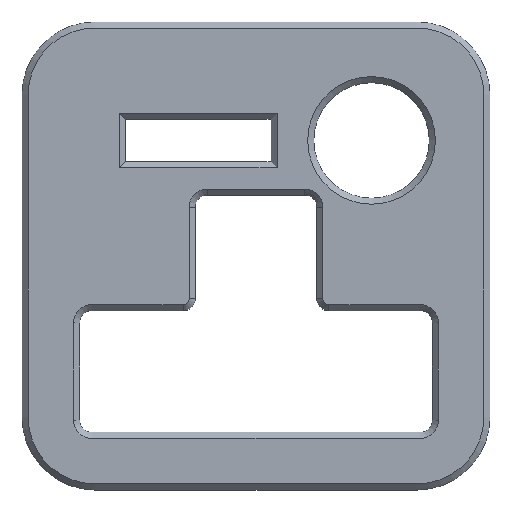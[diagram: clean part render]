
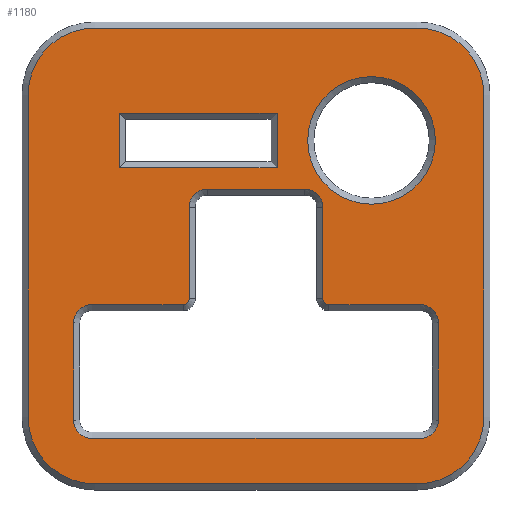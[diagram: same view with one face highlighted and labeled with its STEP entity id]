
A CAD part, top view. The second image highlights one B-rep face of the part: STEP entity #1180.
In plain terms, the highlighted planar face has unit normal (0, 0, 1).
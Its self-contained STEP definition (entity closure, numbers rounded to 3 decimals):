
#15=FACE_BOUND('',#180,.T.);
#16=FACE_BOUND('',#181,.T.);
#17=FACE_BOUND('',#182,.T.);
#55=PLANE('',#1286);
#107=FACE_OUTER_BOUND('',#179,.T.);
#179=EDGE_LOOP('',(#899,#900,#901,#902,#903,#904,#905,#906));
#180=EDGE_LOOP('',(#907,#908,#909,#910));
#181=EDGE_LOOP('',(#911));
#182=EDGE_LOOP('',(#912,#913,#914,#915,#916,#917,#918,#919,#920,#921,#922,
#923,#924,#925,#926,#927));
#237=CIRCLE('',#1244,1.);
#239=CIRCLE('',#1247,3.);
#241=CIRCLE('',#1251,3.);
#243=CIRCLE('',#1255,3.);
#245=CIRCLE('',#1260,3.);
#247=CIRCLE('',#1266,3.);
#249=CIRCLE('',#1269,3.);
#251=CIRCLE('',#1273,1.);
#256=CIRCLE('',#1287,11.);
#257=CIRCLE('',#1288,11.);
#258=CIRCLE('',#1289,11.);
#259=CIRCLE('',#1290,11.);
#260=CIRCLE('',#1291,10.525);
#292=LINE('',#1756,#411);
#297=LINE('',#1770,#416);
#300=LINE('',#1779,#419);
#303=LINE('',#1785,#422);
#306=LINE('',#1795,#425);
#310=LINE('',#1803,#429);
#313=LINE('',#1810,#432);
#317=LINE('',#1825,#436);
#335=LINE('',#1873,#454);
#336=LINE('',#1877,#455);
#337=LINE('',#1881,#456);
#338=LINE('',#1885,#457);
#339=LINE('',#1889,#458);
#340=LINE('',#1891,#459);
#341=LINE('',#1893,#460);
#342=LINE('',#1894,#461);
#411=VECTOR('',#1386,10.);
#416=VECTOR('',#1399,10.);
#419=VECTOR('',#1410,10.);
#422=VECTOR('',#1415,10.);
#425=VECTOR('',#1426,10.);
#429=VECTOR('',#1432,10.);
#432=VECTOR('',#1437,10.);
#436=VECTOR('',#1455,10.);
#454=VECTOR('',#1505,10.);
#455=VECTOR('',#1508,10.);
#456=VECTOR('',#1511,10.);
#457=VECTOR('',#1514,10.);
#458=VECTOR('',#1517,10.);
#459=VECTOR('',#1518,10.);
#460=VECTOR('',#1519,10.);
#461=VECTOR('',#1520,10.);
#526=VERTEX_POINT('',#1737);
#529=VERTEX_POINT('',#1742);
#530=VERTEX_POINT('',#1746);
#533=VERTEX_POINT('',#1751);
#534=VERTEX_POINT('',#1755);
#536=VERTEX_POINT('',#1761);
#539=VERTEX_POINT('',#1768);
#541=VERTEX_POINT('',#1775);
#543=VERTEX_POINT('',#1783);
#545=VERTEX_POINT('',#1790);
#546=VERTEX_POINT('',#1794);
#549=VERTEX_POINT('',#1801);
#551=VERTEX_POINT('',#1807);
#552=VERTEX_POINT('',#1809);
#554=VERTEX_POINT('',#1818);
#556=VERTEX_POINT('',#1824);
#569=VERTEX_POINT('',#1871);
#570=VERTEX_POINT('',#1872);
#571=VERTEX_POINT('',#1874);
#572=VERTEX_POINT('',#1876);
#573=VERTEX_POINT('',#1878);
#574=VERTEX_POINT('',#1880);
#575=VERTEX_POINT('',#1882);
#576=VERTEX_POINT('',#1884);
#577=VERTEX_POINT('',#1887);
#578=VERTEX_POINT('',#1888);
#579=VERTEX_POINT('',#1890);
#580=VERTEX_POINT('',#1892);
#581=VERTEX_POINT('',#1895);
#633=EDGE_CURVE('',#529,#526,#237,.T.);
#637=EDGE_CURVE('',#533,#530,#239,.T.);
#638=EDGE_CURVE('',#530,#534,#292,.T.);
#643=EDGE_CURVE('',#534,#536,#241,.T.);
#645=EDGE_CURVE('',#539,#533,#297,.T.);
#649=EDGE_CURVE('',#541,#539,#243,.T.);
#650=EDGE_CURVE('',#536,#529,#300,.T.);
#653=EDGE_CURVE('',#543,#541,#303,.T.);
#657=EDGE_CURVE('',#545,#543,#245,.T.);
#658=EDGE_CURVE('',#526,#546,#306,.T.);
#662=EDGE_CURVE('',#549,#545,#310,.T.);
#665=EDGE_CURVE('',#551,#552,#313,.T.);
#669=EDGE_CURVE('',#546,#551,#247,.T.);
#672=EDGE_CURVE('',#552,#554,#249,.T.);
#673=EDGE_CURVE('',#554,#556,#317,.T.);
#677=EDGE_CURVE('',#556,#549,#251,.T.);
#697=EDGE_CURVE('',#569,#570,#335,.T.);
#698=EDGE_CURVE('',#571,#569,#256,.T.);
#699=EDGE_CURVE('',#572,#571,#336,.T.);
#700=EDGE_CURVE('',#573,#572,#257,.T.);
#701=EDGE_CURVE('',#574,#573,#337,.T.);
#702=EDGE_CURVE('',#575,#574,#258,.T.);
#703=EDGE_CURVE('',#576,#575,#338,.T.);
#704=EDGE_CURVE('',#570,#576,#259,.T.);
#705=EDGE_CURVE('',#577,#578,#339,.T.);
#706=EDGE_CURVE('',#579,#577,#340,.T.);
#707=EDGE_CURVE('',#580,#579,#341,.T.);
#708=EDGE_CURVE('',#578,#580,#342,.T.);
#709=EDGE_CURVE('',#581,#581,#260,.T.);
#899=ORIENTED_EDGE('',*,*,#697,.F.);
#900=ORIENTED_EDGE('',*,*,#698,.F.);
#901=ORIENTED_EDGE('',*,*,#699,.F.);
#902=ORIENTED_EDGE('',*,*,#700,.F.);
#903=ORIENTED_EDGE('',*,*,#701,.F.);
#904=ORIENTED_EDGE('',*,*,#702,.F.);
#905=ORIENTED_EDGE('',*,*,#703,.F.);
#906=ORIENTED_EDGE('',*,*,#704,.F.);
#907=ORIENTED_EDGE('',*,*,#705,.F.);
#908=ORIENTED_EDGE('',*,*,#706,.F.);
#909=ORIENTED_EDGE('',*,*,#707,.F.);
#910=ORIENTED_EDGE('',*,*,#708,.F.);
#911=ORIENTED_EDGE('',*,*,#709,.F.);
#912=ORIENTED_EDGE('',*,*,#665,.F.);
#913=ORIENTED_EDGE('',*,*,#669,.F.);
#914=ORIENTED_EDGE('',*,*,#658,.F.);
#915=ORIENTED_EDGE('',*,*,#633,.F.);
#916=ORIENTED_EDGE('',*,*,#650,.F.);
#917=ORIENTED_EDGE('',*,*,#643,.F.);
#918=ORIENTED_EDGE('',*,*,#638,.F.);
#919=ORIENTED_EDGE('',*,*,#637,.F.);
#920=ORIENTED_EDGE('',*,*,#645,.F.);
#921=ORIENTED_EDGE('',*,*,#649,.F.);
#922=ORIENTED_EDGE('',*,*,#653,.F.);
#923=ORIENTED_EDGE('',*,*,#657,.F.);
#924=ORIENTED_EDGE('',*,*,#662,.F.);
#925=ORIENTED_EDGE('',*,*,#677,.F.);
#926=ORIENTED_EDGE('',*,*,#673,.F.);
#927=ORIENTED_EDGE('',*,*,#672,.F.);
#1180=ADVANCED_FACE('',(#107,#15,#16,#17),#55,.T.);
#1244=AXIS2_PLACEMENT_3D('',#1744,#1374,#1375);
#1247=AXIS2_PLACEMENT_3D('',#1753,#1382,#1383);
#1251=AXIS2_PLACEMENT_3D('',#1765,#1394,#1395);
#1255=AXIS2_PLACEMENT_3D('',#1777,#1406,#1407);
#1260=AXIS2_PLACEMENT_3D('',#1792,#1422,#1423);
#1266=AXIS2_PLACEMENT_3D('',#1816,#1444,#1445);
#1269=AXIS2_PLACEMENT_3D('',#1822,#1451,#1452);
#1273=AXIS2_PLACEMENT_3D('',#1831,#1462,#1463);
#1286=AXIS2_PLACEMENT_3D('',#1870,#1503,#1504);
#1287=AXIS2_PLACEMENT_3D('',#1875,#1506,#1507);
#1288=AXIS2_PLACEMENT_3D('',#1879,#1509,#1510);
#1289=AXIS2_PLACEMENT_3D('',#1883,#1512,#1513);
#1290=AXIS2_PLACEMENT_3D('',#1886,#1515,#1516);
#1291=AXIS2_PLACEMENT_3D('',#1896,#1521,#1522);
#1374=DIRECTION('center_axis',(0.,0.,-1.));
#1375=DIRECTION('ref_axis',(-0.707,-0.707,0.));
#1382=DIRECTION('center_axis',(0.,0.,1.));
#1383=DIRECTION('ref_axis',(0.707,-0.707,0.));
#1386=DIRECTION('',(0.,1.,0.));
#1394=DIRECTION('center_axis',(0.,0.,1.));
#1395=DIRECTION('ref_axis',(0.707,0.707,0.));
#1399=DIRECTION('',(1.,0.,0.));
#1406=DIRECTION('center_axis',(0.,0.,1.));
#1407=DIRECTION('ref_axis',(-0.707,-0.707,0.));
#1410=DIRECTION('',(-1.,0.,0.));
#1415=DIRECTION('',(0.,-1.,0.));
#1422=DIRECTION('center_axis',(0.,0.,1.));
#1423=DIRECTION('ref_axis',(-0.707,0.707,0.));
#1426=DIRECTION('',(0.,1.,0.));
#1432=DIRECTION('',(-1.,0.,0.));
#1437=DIRECTION('',(-1.,0.,0.));
#1444=DIRECTION('center_axis',(0.,0.,1.));
#1445=DIRECTION('ref_axis',(0.707,0.707,0.));
#1451=DIRECTION('center_axis',(0.,0.,1.));
#1452=DIRECTION('ref_axis',(-0.707,0.707,0.));
#1455=DIRECTION('',(0.,-1.,0.));
#1462=DIRECTION('center_axis',(0.,0.,-1.));
#1463=DIRECTION('ref_axis',(0.707,-0.707,0.));
#1503=DIRECTION('center_axis',(0.,0.,1.));
#1504=DIRECTION('ref_axis',(1.,0.,0.));
#1505=DIRECTION('',(0.,1.,0.));
#1506=DIRECTION('center_axis',(0.,0.,-1.));
#1507=DIRECTION('ref_axis',(-0.707,-0.707,0.));
#1508=DIRECTION('',(-1.,0.,0.));
#1509=DIRECTION('center_axis',(0.,0.,-1.));
#1510=DIRECTION('ref_axis',(0.707,-0.707,0.));
#1511=DIRECTION('',(0.,-1.,0.));
#1512=DIRECTION('center_axis',(0.,0.,-1.));
#1513=DIRECTION('ref_axis',(0.707,0.707,0.));
#1514=DIRECTION('',(1.,0.,0.));
#1515=DIRECTION('center_axis',(0.,0.,-1.));
#1516=DIRECTION('ref_axis',(-0.707,0.707,0.));
#1517=DIRECTION('',(1.,0.,0.));
#1518=DIRECTION('',(0.,-1.,0.));
#1519=DIRECTION('',(-1.,0.,0.));
#1520=DIRECTION('',(0.,1.,0.));
#1521=DIRECTION('center_axis',(0.,0.,1.));
#1522=DIRECTION('ref_axis',(1.,0.,0.));
#1737=CARTESIAN_POINT('',(11.025,-7.025,8.));
#1742=CARTESIAN_POINT('',(12.025,-8.025,8.));
#1744=CARTESIAN_POINT('Origin',(12.025,-7.025,8.));
#1746=CARTESIAN_POINT('',(30.075,-27.075,8.));
#1751=CARTESIAN_POINT('',(27.075,-30.075,8.));
#1753=CARTESIAN_POINT('Origin',(27.075,-27.075,8.));
#1755=CARTESIAN_POINT('',(30.075,-11.025,8.));
#1756=CARTESIAN_POINT('',(30.075,-4.762,8.));
#1761=CARTESIAN_POINT('',(27.075,-8.025,8.));
#1765=CARTESIAN_POINT('Origin',(27.075,-11.025,8.));
#1768=CARTESIAN_POINT('',(-27.075,-30.075,8.));
#1770=CARTESIAN_POINT('',(14.288,-30.075,8.));
#1775=CARTESIAN_POINT('',(-30.075,-27.075,8.));
#1777=CARTESIAN_POINT('Origin',(-27.075,-27.075,8.));
#1779=CARTESIAN_POINT('',(4.762,-8.025,8.));
#1783=CARTESIAN_POINT('',(-30.075,-11.025,8.));
#1785=CARTESIAN_POINT('',(-30.075,-14.288,8.));
#1790=CARTESIAN_POINT('',(-27.075,-8.025,8.));
#1792=CARTESIAN_POINT('Origin',(-27.075,-11.025,8.));
#1794=CARTESIAN_POINT('',(11.025,8.025,8.));
#1795=CARTESIAN_POINT('',(11.025,4.763,8.));
#1801=CARTESIAN_POINT('',(-12.025,-8.025,8.));
#1803=CARTESIAN_POINT('',(4.762,-8.025,8.));
#1807=CARTESIAN_POINT('',(8.025,11.025,8.));
#1809=CARTESIAN_POINT('',(-8.025,11.025,8.));
#1810=CARTESIAN_POINT('',(-4.763,11.025,8.));
#1816=CARTESIAN_POINT('Origin',(8.025,8.025,8.));
#1818=CARTESIAN_POINT('',(-11.025,8.025,8.));
#1822=CARTESIAN_POINT('Origin',(-8.025,8.025,8.));
#1824=CARTESIAN_POINT('',(-11.025,-7.025,8.));
#1825=CARTESIAN_POINT('',(-11.025,-4.762,8.));
#1831=CARTESIAN_POINT('Origin',(-12.025,-7.025,8.));
#1870=CARTESIAN_POINT('Origin',(0.,0.,
8.));
#1871=CARTESIAN_POINT('',(-37.575,-26.575,8.));
#1872=CARTESIAN_POINT('',(-37.575,26.575,8.));
#1873=CARTESIAN_POINT('',(-37.575,15.788,8.));
#1874=CARTESIAN_POINT('',(-26.575,-37.575,8.));
#1875=CARTESIAN_POINT('Origin',(-26.575,-26.575,8.));
#1876=CARTESIAN_POINT('',(26.575,-37.575,8.));
#1877=CARTESIAN_POINT('',(-15.788,-37.575,8.));
#1878=CARTESIAN_POINT('',(37.575,-26.575,8.));
#1879=CARTESIAN_POINT('Origin',(26.575,-26.575,8.));
#1880=CARTESIAN_POINT('',(37.575,26.575,8.));
#1881=CARTESIAN_POINT('',(37.575,-15.788,8.));
#1882=CARTESIAN_POINT('',(26.575,37.575,8.));
#1883=CARTESIAN_POINT('Origin',(26.575,26.575,8.));
#1884=CARTESIAN_POINT('',(-26.575,37.575,8.));
#1885=CARTESIAN_POINT('',(15.788,37.575,8.));
#1886=CARTESIAN_POINT('Origin',(-26.575,26.575,8.));
#1887=CARTESIAN_POINT('',(-22.525,14.55,8.));
#1888=CARTESIAN_POINT('',(3.475,14.55,8.));
#1889=CARTESIAN_POINT('',(1.237,14.55,8.));
#1890=CARTESIAN_POINT('',(-22.525,23.55,8.));
#1891=CARTESIAN_POINT('',(-22.525,7.775,8.));
#1892=CARTESIAN_POINT('',(3.475,23.55,8.));
#1893=CARTESIAN_POINT('',(-10.763,23.55,8.));
#1894=CARTESIAN_POINT('',(3.475,11.275,8.));
#1895=CARTESIAN_POINT('',(8.525,19.05,8.));
#1896=CARTESIAN_POINT('Origin',(19.05,19.05,8.));
